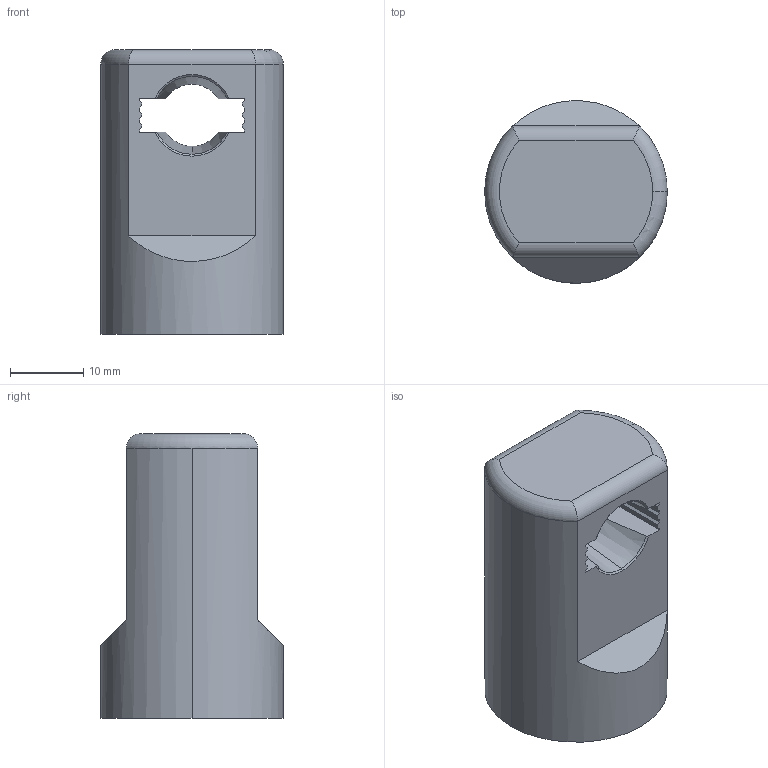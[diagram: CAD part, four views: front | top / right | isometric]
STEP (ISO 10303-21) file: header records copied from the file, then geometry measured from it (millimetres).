
FILE_DESCRIPTION (( 'STEP AP203' ), '1' );
FILE_NAME ('AC-25-RN-8.STEP', '2015-08-20T01:09:36', ( '' ), ( '' ), 'SwSTEP 2.0', 'SolidWorks 2012', '' );
FILE_SCHEMA (( 'CONFIG_CONTROL_DESIGN' ));
Length unit declared in the file: millimetre
Products named in the file (1): AC-25-RN-8
Bounding box: 25 x 25 x 39 mm (x, y, z)
Volume: 13293.3 mm3; surface area: 4940 mm2
Topology: 1 solids, 1 shells, 65 faces, 172 edges, 111 vertices
Faces by surface type: plane 38, cone 14, cylinder 8, torus 5
Entity records: 2139 total; most frequent: CARTESIAN_POINT 455, ORIENTED_EDGE 344, DIRECTION 322, EDGE_CURVE 172, VERTEX_POINT 111, VECTOR 110, LINE 110, AXIS2_PLACEMENT_3D 106
